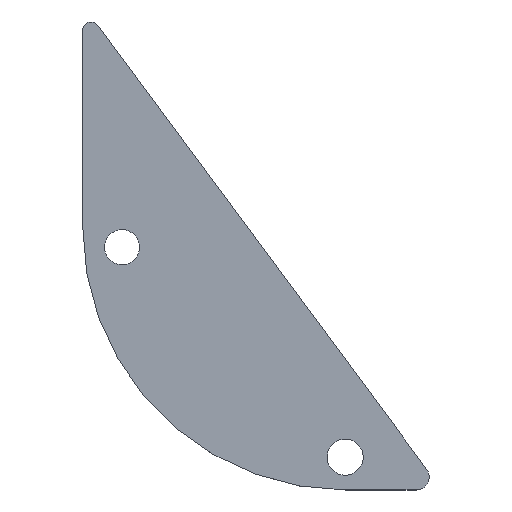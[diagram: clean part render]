
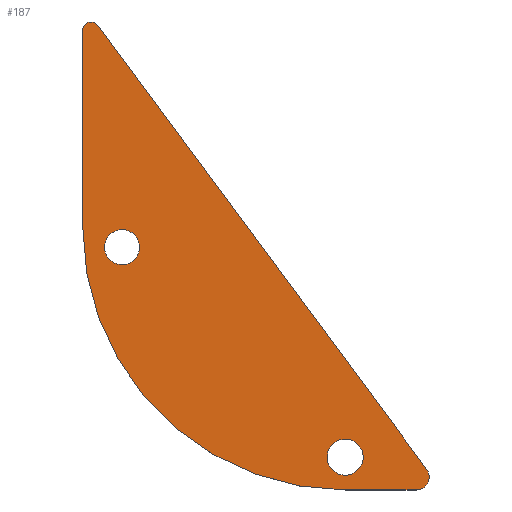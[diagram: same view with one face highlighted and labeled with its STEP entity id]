
A CAD part, top view. The second image highlights one B-rep face of the part: STEP entity #187.
In plain terms, the highlighted planar face has unit normal (0, 0, 1).
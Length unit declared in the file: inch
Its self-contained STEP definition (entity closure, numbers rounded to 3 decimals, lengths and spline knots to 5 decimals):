
#15=FACE_BOUND('',#43,.T.);
#16=FACE_BOUND('',#44,.T.);
#22=PLANE('',#229);
#32=FACE_OUTER_BOUND('',#42,.T.);
#42=EDGE_LOOP('',(#158,#159,#160,#161,#162,#163));
#43=EDGE_LOOP('',(#164));
#44=EDGE_LOOP('',(#165));
#52=LINE('',#307,#66);
#56=LINE('',#319,#70);
#60=LINE('',#331,#74);
#66=VECTOR('',#251,0.3937);
#70=VECTOR('',#263,0.3937);
#74=VECTOR('',#275,0.3937);
#76=CIRCLE('',#212,0.086);
#78=CIRCLE('',#215,0.0835);
#81=CIRCLE('',#220,0.04);
#83=CIRCLE('',#224,0.0625);
#85=CIRCLE('',#228,1.25);
#86=VERTEX_POINT('',#289);
#88=VERTEX_POINT('',#295);
#92=VERTEX_POINT('',#304);
#93=VERTEX_POINT('',#306);
#95=VERTEX_POINT('',#312);
#97=VERTEX_POINT('',#318);
#99=VERTEX_POINT('',#324);
#101=VERTEX_POINT('',#330);
#102=EDGE_CURVE('',#86,#86,#76,.T.);
#105=EDGE_CURVE('',#88,#88,#78,.T.);
#110=EDGE_CURVE('',#93,#92,#52,.T.);
#113=EDGE_CURVE('',#95,#93,#81,.T.);
#116=EDGE_CURVE('',#97,#95,#56,.T.);
#119=EDGE_CURVE('',#99,#97,#83,.T.);
#122=EDGE_CURVE('',#101,#99,#60,.T.);
#125=EDGE_CURVE('',#92,#101,#85,.T.);
#158=ORIENTED_EDGE('',*,*,#125,.T.);
#159=ORIENTED_EDGE('',*,*,#122,.T.);
#160=ORIENTED_EDGE('',*,*,#119,.T.);
#161=ORIENTED_EDGE('',*,*,#116,.T.);
#162=ORIENTED_EDGE('',*,*,#113,.T.);
#163=ORIENTED_EDGE('',*,*,#110,.T.);
#164=ORIENTED_EDGE('',*,*,#105,.T.);
#165=ORIENTED_EDGE('',*,*,#102,.T.);
#187=ADVANCED_FACE('',(#32,#15,#16),#22,.T.);
#212=AXIS2_PLACEMENT_3D('',#290,#235,#236);
#215=AXIS2_PLACEMENT_3D('',#296,#242,#243);
#220=AXIS2_PLACEMENT_3D('',#313,#257,#258);
#224=AXIS2_PLACEMENT_3D('',#325,#269,#270);
#228=AXIS2_PLACEMENT_3D('',#335,#281,#282);
#229=AXIS2_PLACEMENT_3D('',#336,#283,#284);
#235=DIRECTION('center_axis',(0.,0.,-1.));
#236=DIRECTION('ref_axis',(-1.,0.,0.));
#242=DIRECTION('center_axis',(0.,0.,-1.));
#243=DIRECTION('ref_axis',(-1.,0.,0.));
#251=DIRECTION('',(0.,-1.,0.));
#257=DIRECTION('center_axis',(0.,0.,1.));
#258=DIRECTION('ref_axis',(0.975,0.22,0.));
#263=DIRECTION('',(-0.595,0.803,0.));
#269=DIRECTION('center_axis',(0.,0.,1.));
#270=DIRECTION('ref_axis',(0.,-1.,0.));
#275=DIRECTION('',(1.,0.,0.));
#281=DIRECTION('center_axis',(0.,0.,1.));
#282=DIRECTION('ref_axis',(-1.,0.,0.));
#283=DIRECTION('center_axis',(0.,0.,1.));
#284=DIRECTION('ref_axis',(1.,0.,0.));
#289=CARTESIAN_POINT('',(-0.12955,-1.14695,0.0625));
#290=CARTESIAN_POINT('Origin',(-0.21555,-1.14695,0.0625));
#295=CARTESIAN_POINT('',(-1.19455,-0.14695,0.0625));
#296=CARTESIAN_POINT('Origin',(-1.27805,-0.14695,0.0625));
#304=CARTESIAN_POINT('',(-1.46555,-0.05336,0.0625));
#306=CARTESIAN_POINT('',(-1.46555,0.8861,0.0625));
#307=CARTESIAN_POINT('',(-1.46555,0.8861,0.0625));
#312=CARTESIAN_POINT('',(-1.39341,0.90992,0.0625));
#313=CARTESIAN_POINT('Origin',(-1.42555,0.8861,0.0625));
#318=CARTESIAN_POINT('',(0.17289,-1.20365,0.0625));
#319=CARTESIAN_POINT('',(0.17289,-1.20365,0.0625));
#324=CARTESIAN_POINT('',(0.12267,-1.30336,0.0625));
#325=CARTESIAN_POINT('Origin',(0.12267,-1.24086,0.0625));
#330=CARTESIAN_POINT('',(-0.21555,-1.30336,0.0625));
#331=CARTESIAN_POINT('',(-0.21555,-1.30336,0.0625));
#335=CARTESIAN_POINT('Origin',(-0.21555,-0.05336,0.0625));
#336=CARTESIAN_POINT('Origin',(-0.64019,-0.18863,0.0625));
